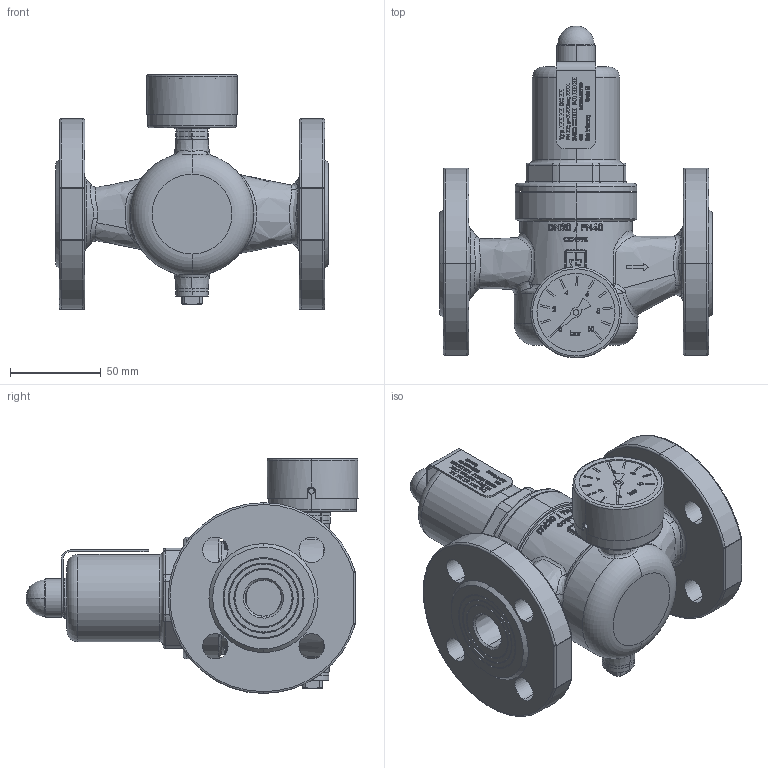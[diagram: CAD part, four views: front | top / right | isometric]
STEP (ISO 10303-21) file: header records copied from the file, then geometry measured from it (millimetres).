
FILE_DESCRIPTION (( 'STEP AP214' ), '1' );
FILE_NAME ('682 20 Dummy.STEP', '2010-08-04T12:32:21', ( '' ), ( '' ), 'SwSTEP 2.0', 'SolidWorks 2010', '' );
FILE_SCHEMA (( 'AUTOMOTIVE_DESIGN' ));
Length unit declared in the file: millimetre
Products named in the file (1): 682 20 Dummy
Bounding box: 150 x 182.7 x 129.3 mm (x, y, z)
Volume: 448493 mm3; surface area: 158299.9 mm2
Topology: 12 solids, 12 shells, 2472 faces, 6436 edges, 4190 vertices
Faces by surface type: plane 1351, bspline 639, cylinder 279, cone 96, torus 91, sphere 16
Entity records: 139074 total; most frequent: CARTESIAN_POINT 56145, ORIENTED_EDGE 12816, DIRECTION 9156, EDGE_CURVE 6408, VERTEX_POINT 4187, LINE 3868, VECTOR 3868, EDGE_LOOP 2737
